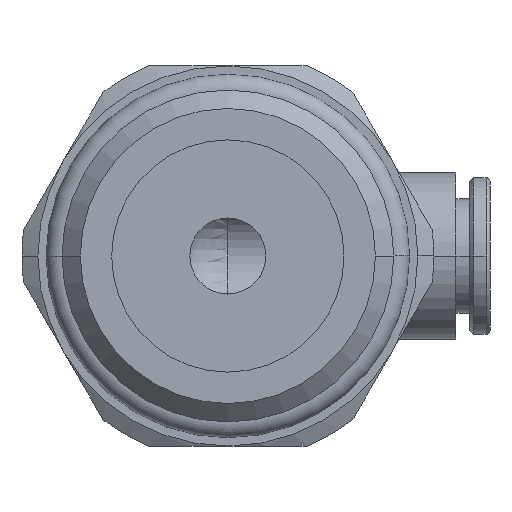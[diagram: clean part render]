
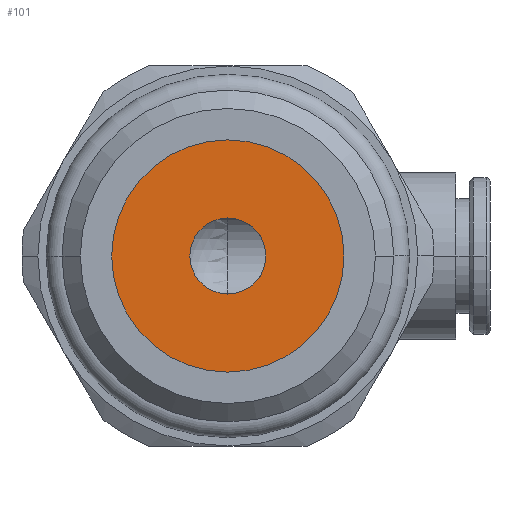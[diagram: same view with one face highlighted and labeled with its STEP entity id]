
A CAD part, front view. The second image highlights one B-rep face of the part: STEP entity #101.
In plain terms, the highlighted planar face has unit normal (0, -1, 0).
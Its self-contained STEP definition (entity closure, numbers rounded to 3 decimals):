
#101=ADVANCED_FACE('',(#269,#270),#271,.F.);
#269=FACE_OUTER_BOUND('',#499,.T.);
#270=FACE_BOUND('',#500,.T.);
#271=PLANE('',#501);
#499=EDGE_LOOP('',(#1048,#1049));
#500=EDGE_LOOP('',(#1050,#1051));
#501=AXIS2_PLACEMENT_3D('',#1052,#1053,#1054);
#1048=ORIENTED_EDGE('',*,*,#1655,.F.);
#1049=ORIENTED_EDGE('',*,*,#1582,.F.);
#1050=ORIENTED_EDGE('',*,*,#1575,.F.);
#1051=ORIENTED_EDGE('',*,*,#1656,.F.);
#1052=CARTESIAN_POINT('',(-14.4,-10.63,0.0));
#1053=DIRECTION('',(0.0,1.0,0.0));
#1054=DIRECTION('',(-1.0,0.0,0.0));
#1575=EDGE_CURVE('',#1923,#1926,#1927,.T.);
#1582=EDGE_CURVE('',#1938,#1934,#1940,.T.);
#1655=EDGE_CURVE('',#1934,#1938,#2059,.T.);
#1656=EDGE_CURVE('',#1926,#1923,#2060,.T.);
#1923=VERTEX_POINT('',#2576);
#1926=VERTEX_POINT('',#2580);
#1927=CIRCLE('',#2581,2.4);
#1934=VERTEX_POINT('',#2627);
#1938=VERTEX_POINT('',#2632);
#1940=CIRCLE('',#2635,7.334);
#2059=CIRCLE('',#2899,7.334);
#2060=CIRCLE('',#2900,2.4);
#2576=CARTESIAN_POINT('',(-12.0,-10.63,0.0));
#2580=CARTESIAN_POINT('',(-16.8,-10.63,0.));
#2581=AXIS2_PLACEMENT_3D('',#3512,#3513,#3514);
#2627=CARTESIAN_POINT('',(-7.066,-10.63,0.0));
#2632=CARTESIAN_POINT('',(-21.734,-10.63,0.));
#2635=AXIS2_PLACEMENT_3D('',#3524,#3525,#3526);
#2899=AXIS2_PLACEMENT_3D('',#3638,#3639,#3640);
#2900=AXIS2_PLACEMENT_3D('',#3641,#3642,#3643);
#3512=CARTESIAN_POINT('',(-14.4,-10.63,0.0));
#3513=DIRECTION('',(0.0,-1.0,0.0));
#3514=DIRECTION('',(1.0,0.0,0.0));
#3524=CARTESIAN_POINT('',(-14.4,-10.63,0.0));
#3525=DIRECTION('',(-0.0,1.0,0.0));
#3526=DIRECTION('',(1.0,0.0,0.0));
#3638=CARTESIAN_POINT('',(-14.4,-10.63,0.0));
#3639=DIRECTION('',(-0.0,1.0,0.0));
#3640=DIRECTION('',(1.0,0.0,0.0));
#3641=CARTESIAN_POINT('',(-14.4,-10.63,0.0));
#3642=DIRECTION('',(0.0,-1.0,0.0));
#3643=DIRECTION('',(1.0,0.0,0.0));
